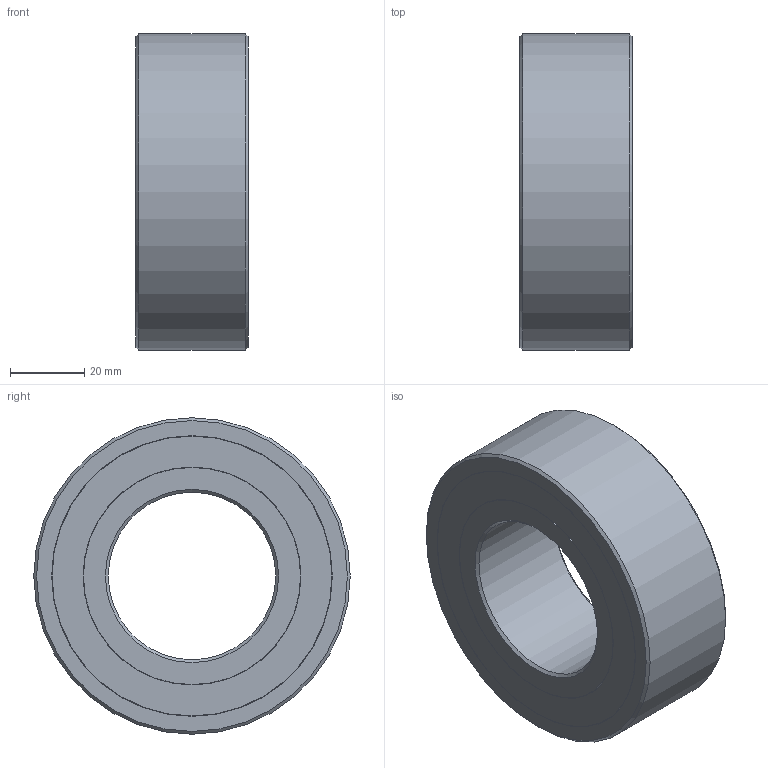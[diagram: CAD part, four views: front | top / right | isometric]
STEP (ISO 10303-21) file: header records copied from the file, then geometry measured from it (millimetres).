
FILE_DESCRIPTION(/* description */ (''),/* implementation_level */ '2;1');
FILE_NAME(/* name */ '3209.2RS.ipt.stp',/* time_stamp */ '2020-11-05T12:16:29+01:00',/* author */ ('jp'),/* organization */ (''),/* preprocessor_version */ 'ST-DEVELOPER v18.1',/* originating_system */ 'Autodesk Inventor 2021',/* authorisation */ '');
FILE_SCHEMA (('AUTOMOTIVE_DESIGN { 1 0 10303 214 3 1 1 }'));
Length unit declared in the file: millimetre
Products named in the file (1): 3209.2RS
Bounding box: 30.2 x 85 x 85 mm (x, y, z)
Volume: 88530.4 mm3; surface area: 48627.2 mm2
Topology: 36 solids, 36 shells, 120 faces, 340 edges, 228 vertices
Faces by surface type: torus 64, sphere 32, cylinder 12, plane 8, cone 4
Full cylindrical faces by diameter (mm): 45 x1, 54.614 x1, 58.333 x2, 58.533 x2, 71.667 x1, 75.186 x2, 75.386 x2, 85 x1
Entity records: 4674 total; most frequent: DIRECTION 906, CARTESIAN_POINT 817, ORIENTED_EDGE 680, AXIS2_PLACEMENT_3D 445, VERTEX_POINT 356, EDGE_CURVE 340, CIRCLE 324, EDGE_LOOP 192
